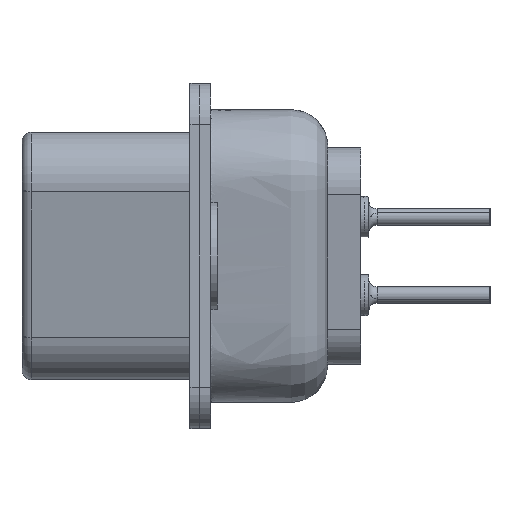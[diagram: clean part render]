
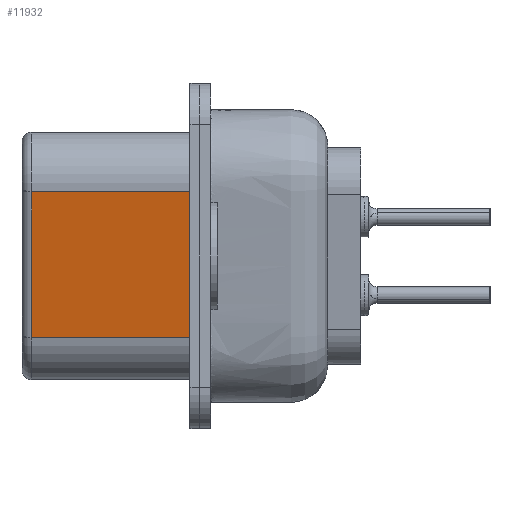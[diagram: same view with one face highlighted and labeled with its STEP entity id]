
A CAD part, left-side view. The second image highlights one B-rep face of the part: STEP entity #11932.
In plain terms, the highlighted planar face has unit normal (-0.985, 0, -0.174).
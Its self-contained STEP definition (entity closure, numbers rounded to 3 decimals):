
#1541=LINE('',#28373,#2482);
#1559=LINE('',#28432,#2500);
#1563=LINE('',#28444,#2504);
#1564=LINE('',#28448,#2505);
#2482=VECTOR('',#15751,1000.);
#2500=VECTOR('',#15825,1000.);
#2504=VECTOR('',#15841,1000.);
#2505=VECTOR('',#15846,1000.);
#4643=ORIENTED_EDGE('',*,*,#7128,.F.);
#4644=ORIENTED_EDGE('',*,*,#7136,.T.);
#4645=ORIENTED_EDGE('',*,*,#7134,.T.);
#4646=ORIENTED_EDGE('',*,*,#7097,.F.);
#7097=EDGE_CURVE('',#8544,#8545,#1541,.T.);
#7128=EDGE_CURVE('',#8557,#8544,#1559,.T.);
#7134=EDGE_CURVE('',#8560,#8545,#1563,.F.);
#7136=EDGE_CURVE('',#8557,#8560,#1564,.F.);
#8544=VERTEX_POINT('',#28372);
#8545=VERTEX_POINT('',#28374);
#8557=VERTEX_POINT('',#28431);
#8560=VERTEX_POINT('',#28445);
#9975=EDGE_LOOP('',(#4643,#4644,#4645,#4646));
#11003=FACE_BOUND('',#9975,.T.);
#11498=PLANE('',#13067);
#11932=ADVANCED_FACE('',(#11003),#11498,.F.);
#13067=AXIS2_PLACEMENT_3D('',#28447,#15844,#15845);
#15751=DIRECTION('',(0.174,0.,-0.985));
#15825=DIRECTION('',(0.,-1.,0.));
#15841=DIRECTION('',(0.,1.,0.));
#15844=DIRECTION('',(0.985,0.,0.174));
#15845=DIRECTION('',(0.174,0.,-0.985));
#15846=DIRECTION('',(-0.174,0.,0.985));
#28372=CARTESIAN_POINT('',(-28.032,0.,2.329));
#28373=CARTESIAN_POINT('',(-28.606,0.,5.585));
#28374=CARTESIAN_POINT('',(-27.097,0.,-2.971));
#28431=CARTESIAN_POINT('',(-28.032,5.75,2.329));
#28432=CARTESIAN_POINT('',(-28.032,6.1,2.329));
#28444=CARTESIAN_POINT('',(-27.097,6.1,-2.971));
#28445=CARTESIAN_POINT('',(-27.097,5.75,-2.971));
#28447=CARTESIAN_POINT('',(-27.097,6.1,-2.971));
#28448=CARTESIAN_POINT('',(-27.097,5.75,-2.971));
